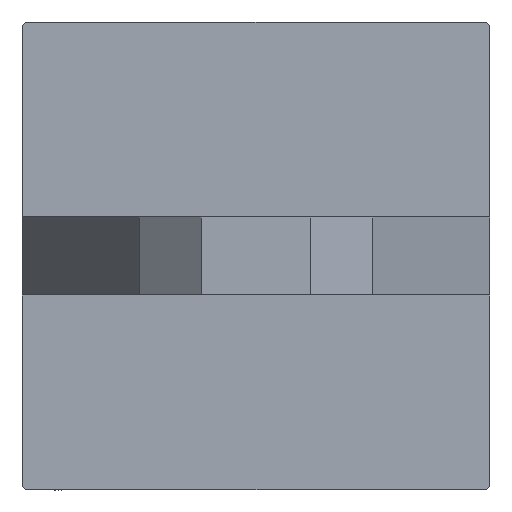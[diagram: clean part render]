
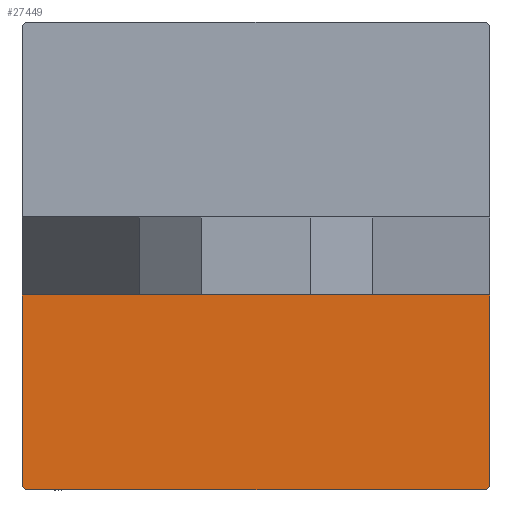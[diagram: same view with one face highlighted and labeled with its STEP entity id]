
A CAD part, left-side view. The second image highlights one B-rep face of the part: STEP entity #27449.
In plain terms, the highlighted planar face has unit normal (-1, 0, 0).
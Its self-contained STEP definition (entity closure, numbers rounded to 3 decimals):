
#2420 = ORIENTED_EDGE ( 'NONE', *, *, #20538, .T. ) ;
#2861 = CARTESIAN_POINT ( 'NONE',  ( 0., 0., 0. ) ) ;
#3137 = CARTESIAN_POINT ( 'NONE',  ( 0., -30., 30. ) ) ;
#3314 = DIRECTION ( 'NONE',  ( 0., 0., 1. ) ) ;
#3715 = DIRECTION ( 'NONE',  ( 0., -1., 0. ) ) ;
#6315 = CARTESIAN_POINT ( 'NONE',  ( 0., -5., 30. ) ) ;
#6750 = DIRECTION ( 'NONE',  ( 0., -0.707, 0.707 ) ) ;
#7161 = VERTEX_POINT ( 'NONE', #11443 ) ;
#7743 = CARTESIAN_POINT ( 'NONE',  ( 0., -29.5, -30. ) ) ;
#8932 = EDGE_CURVE ( 'NONE', #31842, #7161, #14886, .T. ) ;
#9689 = VERTEX_POINT ( 'NONE', #35735 ) ;
#11443 = CARTESIAN_POINT ( 'NONE',  ( 0., -29.5, 30. ) ) ;
#12834 = EDGE_CURVE ( 'NONE', #45502, #9689, #35040, .T. ) ;
#13455 = LINE ( 'NONE', #41391, #27951 ) ;
#13843 = DIRECTION ( 'NONE',  ( 0., 0., -1. ) ) ;
#14886 = LINE ( 'NONE', #32350, #22298 ) ;
#15482 = EDGE_LOOP ( 'NONE', ( #25720, #2420, #38023, #42045, #25242, #17074 ) ) ;
#15741 = LINE ( 'NONE', #30167, #39258 ) ;
#17074 = ORIENTED_EDGE ( 'NONE', *, *, #38975, .T. ) ;
#17323 = DIRECTION ( 'NONE',  ( 0., 0.707, 0.707 ) ) ;
#17464 = LINE ( 'NONE', #31660, #43609 ) ;
#20538 = EDGE_CURVE ( 'NONE', #31842, #29283, #13455, .T. ) ;
#20562 = FACE_OUTER_BOUND ( 'NONE', #15482, .T. ) ;
#20596 = CARTESIAN_POINT ( 'NONE',  ( 0., -5., -30. ) ) ;
#20814 = CARTESIAN_POINT ( 'NONE',  ( 0., -30., 29.5 ) ) ;
#21239 = DIRECTION ( 'NONE',  ( -1., 0., 0. ) ) ;
#21362 = EDGE_CURVE ( 'NONE', #38000, #9689, #17464, .T. ) ;
#22298 = VECTOR ( 'NONE', #3715, 1000. ) ;
#25242 = ORIENTED_EDGE ( 'NONE', *, *, #12834, .F. ) ;
#25373 = VECTOR ( 'NONE', #17323, 1000. ) ;
#25720 = ORIENTED_EDGE ( 'NONE', *, *, #8932, .F. ) ;
#27449 = ADVANCED_FACE ( 'NONE', ( #20562 ), #34539, .T. ) ;
#27951 = VECTOR ( 'NONE', #41848, 1000. ) ;
#28333 = EDGE_CURVE ( 'NONE', #29283, #38000, #15741, .T. ) ;
#29283 = VERTEX_POINT ( 'NONE', #20596 ) ;
#30167 = CARTESIAN_POINT ( 'NONE',  ( 0., 30., -30. ) ) ;
#31285 = CARTESIAN_POINT ( 'NONE',  ( 0., -29.75, 29.75 ) ) ;
#31660 = CARTESIAN_POINT ( 'NONE',  ( 0., -29.75, -29.75 ) ) ;
#31842 = VERTEX_POINT ( 'NONE', #6315 ) ;
#32350 = CARTESIAN_POINT ( 'NONE',  ( 0., 30., 30. ) ) ;
#33670 = DIRECTION ( 'NONE',  ( 0., -1., 0. ) ) ;
#34539 = PLANE ( 'NONE',  #45205 ) ;
#35017 = VECTOR ( 'NONE', #13843, 1000. ) ;
#35040 = LINE ( 'NONE', #3137, #35017 ) ;
#35735 = CARTESIAN_POINT ( 'NONE',  ( 0., -30., -29.5 ) ) ;
#38000 = VERTEX_POINT ( 'NONE', #7743 ) ;
#38023 = ORIENTED_EDGE ( 'NONE', *, *, #28333, .T. ) ;
#38975 = EDGE_CURVE ( 'NONE', #45502, #7161, #41987, .T. ) ;
#39258 = VECTOR ( 'NONE', #33670, 1000. ) ;
#41391 = CARTESIAN_POINT ( 'NONE',  ( 0., -5., 30. ) ) ;
#41848 = DIRECTION ( 'NONE',  ( 0., 0., -1. ) ) ;
#41987 = LINE ( 'NONE', #31285, #25373 ) ;
#42045 = ORIENTED_EDGE ( 'NONE', *, *, #21362, .T. ) ;
#43609 = VECTOR ( 'NONE', #6750, 1000. ) ;
#45205 = AXIS2_PLACEMENT_3D ( 'NONE', #2861, #21239, #3314 ) ;
#45502 = VERTEX_POINT ( 'NONE', #20814 ) ;
